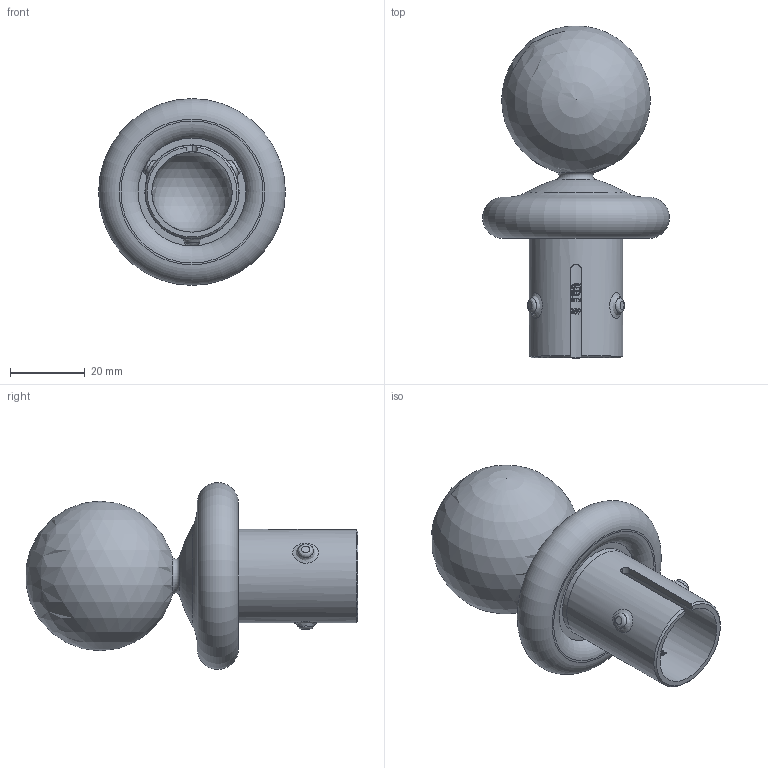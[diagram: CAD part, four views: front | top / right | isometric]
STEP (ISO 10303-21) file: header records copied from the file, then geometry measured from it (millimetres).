
FILE_DESCRIPTION (( 'STEP AP203' ), '1' );
FILE_NAME ('50259-ST.step', '2021-10-04T09:44:37', ( '' ), ( '' ), 'SwSTEP 2.0', 'SolidWorks 2018', '' );
FILE_SCHEMA (( 'CONFIG_CONTROL_DESIGN' ));
Length unit declared in the file: millimetre
Products named in the file (2): 50259-ST
Bounding box: 49.99 x 88.83 x 49.99 mm (x, y, z)
Volume: 55141.7 mm3; surface area: 15402.8 mm2
Topology: 1 solids, 1 shells, 289 faces, 793 edges, 527 vertices
Faces by surface type: bspline 129, plane 120, cylinder 31, torus 6, sphere 2, cone 1
Full cylindrical faces by diameter (mm): 21.5 x1, 25.1 x1
Entity records: 14942 total; most frequent: CARTESIAN_POINT 8644, ORIENTED_EDGE 1480, DIRECTION 881, EDGE_CURVE 740, VERTEX_POINT 500, LINE 343, VECTOR 343, EDGE_LOOP 326
